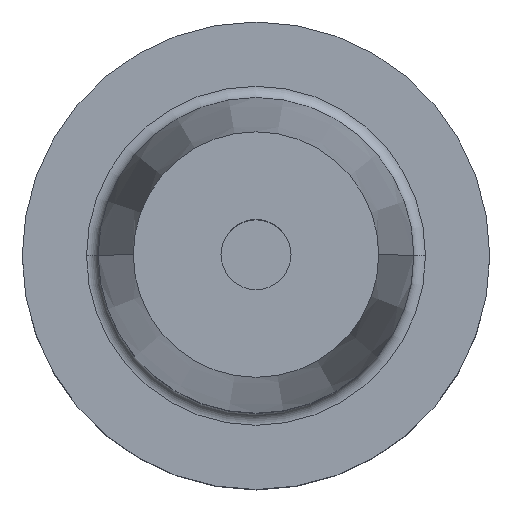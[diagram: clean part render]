
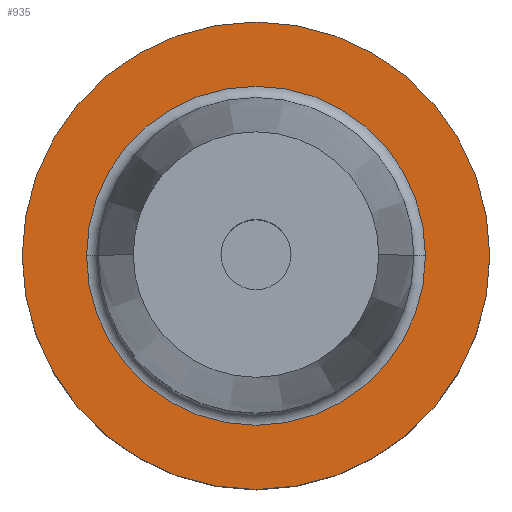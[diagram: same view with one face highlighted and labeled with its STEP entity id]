
A CAD part, top view. The second image highlights one B-rep face of the part: STEP entity #935.
In plain terms, the highlighted planar face has unit normal (0, 0, 1).
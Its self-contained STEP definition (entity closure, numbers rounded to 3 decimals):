
#23 = VERTEX_POINT ( 'NONE', #397 ) ;
#65 = DIRECTION ( 'NONE',  ( -1., 0., 0. ) ) ;
#74 = VERTEX_POINT ( 'NONE', #907 ) ;
#100 = DIRECTION ( 'NONE',  ( -1., 0., 0. ) ) ;
#104 = ORIENTED_EDGE ( 'NONE', *, *, #248, .T. ) ;
#134 = ORIENTED_EDGE ( 'NONE', *, *, #1015, .F. ) ;
#153 = DIRECTION ( 'NONE',  ( 0., 0., -1. ) ) ;
#159 = AXIS2_PLACEMENT_3D ( 'NONE', #950, #342, #946 ) ;
#218 = EDGE_CURVE ( 'NONE', #23, #432, #774, .T. ) ;
#248 = EDGE_CURVE ( 'NONE', #74, #998, #347, .T. ) ;
#253 = CARTESIAN_POINT ( 'NONE',  ( 0., 0., 20. ) ) ;
#288 = EDGE_CURVE ( 'NONE', #998, #74, #375, .T. ) ;
#342 = DIRECTION ( 'NONE',  ( 0., 0., -1. ) ) ;
#347 = CIRCLE ( 'NONE', #992, 14.5 ) ;
#375 = CIRCLE ( 'NONE', #1039, 14.5 ) ;
#397 = CARTESIAN_POINT ( 'NONE',  ( 20., 0., 20. ) ) ;
#420 = CARTESIAN_POINT ( 'NONE',  ( 0., 20., 20. ) ) ;
#432 = VERTEX_POINT ( 'NONE', #1257 ) ;
#465 = DIRECTION ( 'NONE',  ( -1., 0., 0. ) ) ;
#477 = EDGE_LOOP ( 'NONE', ( #134, #887 ) ) ;
#548 = DIRECTION ( 'NONE',  ( 0., 0., -1. ) ) ;
#569 = DIRECTION ( 'NONE',  ( 0., 0., -1. ) ) ;
#571 = CARTESIAN_POINT ( 'NONE',  ( -14.5, 0., 20. ) ) ;
#616 = DIRECTION ( 'NONE',  ( -1., 0., 0. ) ) ;
#676 = AXIS2_PLACEMENT_3D ( 'NONE', #420, #1116, #616 ) ;
#709 = CIRCLE ( 'NONE', #1132, 20. ) ;
#774 = CIRCLE ( 'NONE', #159, 20. ) ;
#834 = ORIENTED_EDGE ( 'NONE', *, *, #288, .T. ) ;
#854 = CARTESIAN_POINT ( 'NONE',  ( 0., 0., 20. ) ) ;
#887 = ORIENTED_EDGE ( 'NONE', *, *, #218, .F. ) ;
#907 = CARTESIAN_POINT ( 'NONE',  ( 14.5, 0., 20. ) ) ;
#912 = PLANE ( 'NONE',  #676 ) ;
#922 = EDGE_LOOP ( 'NONE', ( #834, #104 ) ) ;
#935 = ADVANCED_FACE ( 'NONE', ( #1085, #1263 ), #912, .F. ) ;
#946 = DIRECTION ( 'NONE',  ( -1., 0., 0. ) ) ;
#950 = CARTESIAN_POINT ( 'NONE',  ( 0., 0., 20. ) ) ;
#992 = AXIS2_PLACEMENT_3D ( 'NONE', #253, #548, #65 ) ;
#998 = VERTEX_POINT ( 'NONE', #571 ) ;
#1015 = EDGE_CURVE ( 'NONE', #432, #23, #709, .T. ) ;
#1039 = AXIS2_PLACEMENT_3D ( 'NONE', #1040, #153, #465 ) ;
#1040 = CARTESIAN_POINT ( 'NONE',  ( 0., 0., 20. ) ) ;
#1085 = FACE_BOUND ( 'NONE', #922, .T. ) ;
#1116 = DIRECTION ( 'NONE',  ( 0., 0., -1. ) ) ;
#1132 = AXIS2_PLACEMENT_3D ( 'NONE', #854, #569, #100 ) ;
#1257 = CARTESIAN_POINT ( 'NONE',  ( -20., 0., 20. ) ) ;
#1263 = FACE_OUTER_BOUND ( 'NONE', #477, .T. ) ;
